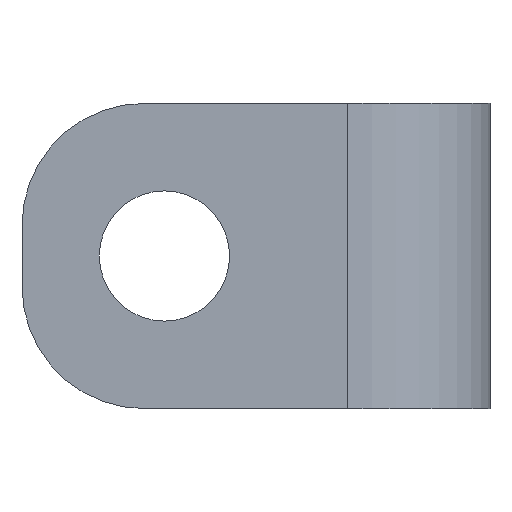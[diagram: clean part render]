
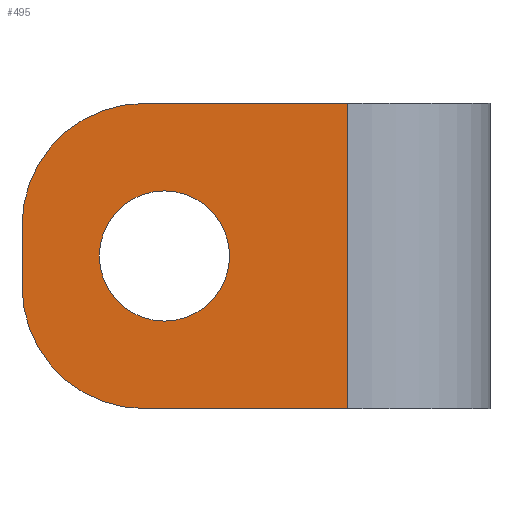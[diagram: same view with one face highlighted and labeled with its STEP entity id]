
A CAD part, left-side view. The second image highlights one B-rep face of the part: STEP entity #495.
In plain terms, the highlighted planar face has unit normal (-1, 0, 0).
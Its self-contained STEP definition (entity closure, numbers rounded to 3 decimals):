
#4 = VECTOR ( 'NONE', #579, 1000. ) ;
#6 = CARTESIAN_POINT ( 'NONE',  ( -21.5, 13., -3.2 ) ) ;
#14 = CARTESIAN_POINT ( 'NONE',  ( -21.5, 14., -7.5 ) ) ;
#28 = DIRECTION ( 'NONE',  ( 0., 0., 1. ) ) ;
#49 = CARTESIAN_POINT ( 'NONE',  ( -21.5, 14., -1.5 ) ) ;
#61 = VERTEX_POINT ( 'NONE', #157 ) ;
#62 = AXIS2_PLACEMENT_3D ( 'NONE', #312, #462, #28 ) ;
#65 = VERTEX_POINT ( 'NONE', #6 ) ;
#80 = CARTESIAN_POINT ( 'NONE',  ( -21.5, 20., -1.5 ) ) ;
#103 = DIRECTION ( 'NONE',  ( -1., 0., 0. ) ) ;
#107 = AXIS2_PLACEMENT_3D ( 'NONE', #653, #795, #282 ) ;
#111 = DIRECTION ( 'NONE',  ( 0., 0., -1. ) ) ;
#116 = EDGE_CURVE ( 'NONE', #65, #396, #155, .T. ) ;
#132 = CIRCLE ( 'NONE', #791, 6. ) ;
#133 = DIRECTION ( 'NONE',  ( -1., 0., 0. ) ) ;
#155 = CIRCLE ( 'NONE', #62, 3.2 ) ;
#157 = CARTESIAN_POINT ( 'NONE',  ( -21.5, 14., 7.5 ) ) ;
#165 = LINE ( 'NONE', #318, #425 ) ;
#173 = EDGE_CURVE ( 'NONE', #326, #595, #165, .T. ) ;
#177 = EDGE_LOOP ( 'NONE', ( #504, #887, #764, #851, #276, #499 ) ) ;
#199 = DIRECTION ( 'NONE',  ( 0., 0., -1. ) ) ;
#232 = AXIS2_PLACEMENT_3D ( 'NONE', #733, #510, #891 ) ;
#276 = ORIENTED_EDGE ( 'NONE', *, *, #945, .T. ) ;
#282 = DIRECTION ( 'NONE',  ( 0., 0., 1. ) ) ;
#312 = CARTESIAN_POINT ( 'NONE',  ( -21.5, 13., 0. ) ) ;
#318 = CARTESIAN_POINT ( 'NONE',  ( -21.5, 4., 0. ) ) ;
#326 = VERTEX_POINT ( 'NONE', #403 ) ;
#335 = CARTESIAN_POINT ( 'NONE',  ( -21.5, 13., 3.2 ) ) ;
#341 = EDGE_CURVE ( 'NONE', #467, #883, #778, .T. ) ;
#396 = VERTEX_POINT ( 'NONE', #335 ) ;
#397 = EDGE_CURVE ( 'NONE', #698, #467, #478, .T. ) ;
#403 = CARTESIAN_POINT ( 'NONE',  ( -21.5, 4., 7.5 ) ) ;
#425 = VECTOR ( 'NONE', #111, 1000. ) ;
#439 = LINE ( 'NONE', #731, #756 ) ;
#462 = DIRECTION ( 'NONE',  ( -1., 0., 0. ) ) ;
#467 = VERTEX_POINT ( 'NONE', #80 ) ;
#474 = EDGE_CURVE ( 'NONE', #396, #65, #581, .T. ) ;
#478 = LINE ( 'NONE', #944, #548 ) ;
#481 = CARTESIAN_POINT ( 'NONE',  ( -21.5, 14., 1.5 ) ) ;
#483 = DIRECTION ( 'NONE',  ( 0., 1., 0. ) ) ;
#495 = ADVANCED_FACE ( 'NONE', ( #659, #869 ), #649, .F. ) ;
#499 = ORIENTED_EDGE ( 'NONE', *, *, #173, .F. ) ;
#504 = ORIENTED_EDGE ( 'NONE', *, *, #540, .T. ) ;
#510 = DIRECTION ( 'NONE',  ( 1., 0., 0. ) ) ;
#521 = AXIS2_PLACEMENT_3D ( 'NONE', #49, #133, #483 ) ;
#534 = CARTESIAN_POINT ( 'NONE',  ( -21.5, 4., -7.5 ) ) ;
#540 = EDGE_CURVE ( 'NONE', #326, #61, #843, .T. ) ;
#545 = CARTESIAN_POINT ( 'NONE',  ( -21.5, 20., 1.5 ) ) ;
#548 = VECTOR ( 'NONE', #199, 1000. ) ;
#552 = DIRECTION ( 'NONE',  ( 0., 1., 0. ) ) ;
#579 = DIRECTION ( 'NONE',  ( 0., 1., 0. ) ) ;
#581 = CIRCLE ( 'NONE', #107, 3.2 ) ;
#592 = DIRECTION ( 'NONE',  ( 0., -1., 0. ) ) ;
#595 = VERTEX_POINT ( 'NONE', #534 ) ;
#641 = EDGE_CURVE ( 'NONE', #61, #698, #132, .T. ) ;
#648 = CARTESIAN_POINT ( 'NONE',  ( -21.5, 20., 7.5 ) ) ;
#649 = PLANE ( 'NONE',  #232 ) ;
#652 = EDGE_LOOP ( 'NONE', ( #873, #761 ) ) ;
#653 = CARTESIAN_POINT ( 'NONE',  ( -21.5, 13., 0. ) ) ;
#659 = FACE_BOUND ( 'NONE', #652, .T. ) ;
#698 = VERTEX_POINT ( 'NONE', #545 ) ;
#731 = CARTESIAN_POINT ( 'NONE',  ( -21.5, 0., -7.5 ) ) ;
#733 = CARTESIAN_POINT ( 'NONE',  ( -21.5, 0., 0. ) ) ;
#756 = VECTOR ( 'NONE', #592, 1000. ) ;
#761 = ORIENTED_EDGE ( 'NONE', *, *, #116, .F. ) ;
#764 = ORIENTED_EDGE ( 'NONE', *, *, #397, .T. ) ;
#778 = CIRCLE ( 'NONE', #521, 6. ) ;
#791 = AXIS2_PLACEMENT_3D ( 'NONE', #481, #103, #552 ) ;
#795 = DIRECTION ( 'NONE',  ( -1., 0., 0. ) ) ;
#843 = LINE ( 'NONE', #648, #4 ) ;
#851 = ORIENTED_EDGE ( 'NONE', *, *, #341, .T. ) ;
#869 = FACE_OUTER_BOUND ( 'NONE', #177, .T. ) ;
#873 = ORIENTED_EDGE ( 'NONE', *, *, #474, .F. ) ;
#883 = VERTEX_POINT ( 'NONE', #14 ) ;
#887 = ORIENTED_EDGE ( 'NONE', *, *, #641, .T. ) ;
#891 = DIRECTION ( 'NONE',  ( 0., 1., 0. ) ) ;
#944 = CARTESIAN_POINT ( 'NONE',  ( -21.5, 20., -7.5 ) ) ;
#945 = EDGE_CURVE ( 'NONE', #883, #595, #439, .T. ) ;
